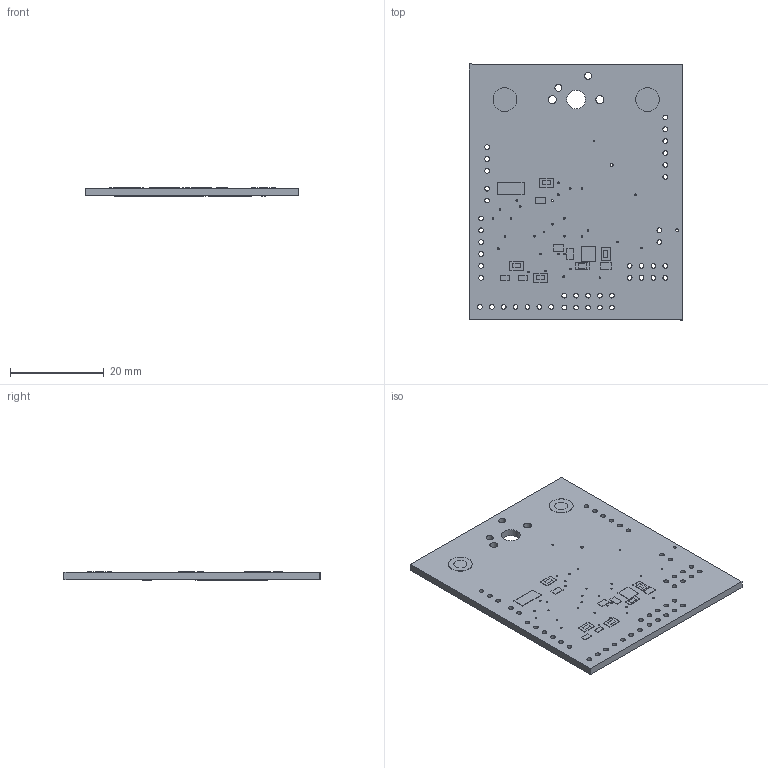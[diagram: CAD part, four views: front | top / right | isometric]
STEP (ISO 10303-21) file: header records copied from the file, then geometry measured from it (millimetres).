
FILE_DESCRIPTION(('Open CASCADE Model'),'2;1');
FILE_NAME('Open CASCADE Shape Model','2018-03-27T04:28:28',('Author'),( 'Open CASCADE'),'Open CASCADE STEP processor 6.7','Open CASCADE 6.7' ,'Unknown');
FILE_SCHEMA(('AUTOMOTIVE_DESIGN_CC2 { 1 2 10303 214 -1 1 5 4 }'));
Length unit declared in the file: millimetre
Products named in the file (31): boilup_v1_29118; PCB; R0603; S-PDSO-G08; DO-214AC; C0603K; SML0805; 0805-NO; 0603-NO; SOT23-5; QFP50P1200X1200X160-64N; KEEPOUT; trace
Assembly tree (39 placements, depth 2):
  boilup_v1_29118
    PCB
    R0603  x10
    S-PDSO-G08
    DO-214AC
    C0603K
    SML0805  x2
    0805-NO  x4
    0603-NO
    SOT23-5
    R0603
    QFP50P1200X1200X160-64N
    KEEPOUT
    KEEPOUT
    KEEPOUT
    KEEPOUT
    KEEPOUT
    KEEPOUT
    KEEPOUT
    KEEPOUT
    KEEPOUT
    KEEPOUT
    KEEPOUT
    KEEPOUT
    KEEPOUT
    KEEPOUT
    KEEPOUT
  trace
  trace
  trace
  trace
Bounding box: 45.64 x 54.73 x 1.77 mm (x, y, z)
Volume: 3851.7 mm3; surface area: 6605 mm2
Topology: 39 solids, 39 shells, 314 faces, 706 edges, 468 vertices
Faces by surface type: plane 226, cylinder 88
Full cylindrical faces by diameter (mm): 0.35 x31, 0.6 x2, 1.016 x44, 1.5 x2, 1.714 x2, 2.8 x2, 4 x1, 5.08 x4
Entity records: 15607 total; most frequent: CARTESIAN_POINT 3346, DIRECTION 2202, LINE 1298, VECTOR 1298, ORIENTED_EDGE 1104, PCURVE 1100, DEFINITIONAL_REPRESENTATION 1100, EDGE_CURVE 550
